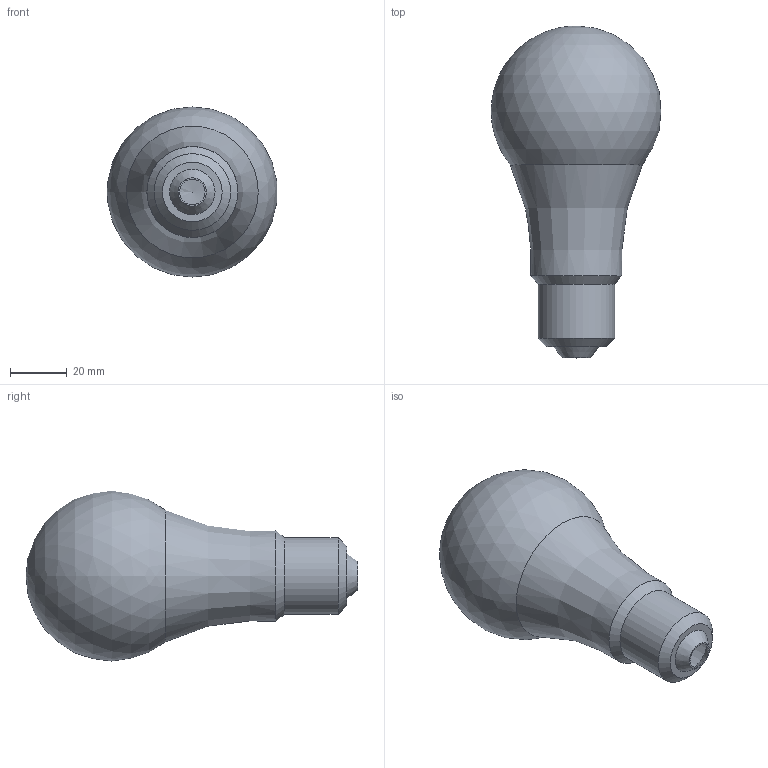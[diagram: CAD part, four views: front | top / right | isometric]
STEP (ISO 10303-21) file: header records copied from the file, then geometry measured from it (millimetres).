
FILE_DESCRIPTION(('STEP AP203'), '1');
FILE_NAME('iTEQ SMART-ëàìïà LED A60 4Âò 230Â W+RGB WIFI-BLE E27 ONI', '', ('UNSPECIFIED'), ('UNSPECIFIED'), 'ASCON STEP Converter 1.6', 'ASCON Math Kernel', '');
FILE_SCHEMA(('CONFIG_CONTROL_DESIGN'));
Length unit declared in the file: millimetre
Bounding box: 59.78 x 117 x 60 mm (x, y, z)
Volume: 157764.8 mm3; surface area: 16443.7 mm2
Topology: 1 solids, 1 shells, 9 faces, 15 edges, 9 vertices
Faces by surface type: cone 3, revolution 2, plane 2, sphere 1, cylinder 1
Full cylindrical faces by diameter (mm): 27 x1
Entity records: 296 total; most frequent: CARTESIAN_POINT 36, DIRECTION 34, AXIS2_PLACEMENT_3D 16, EDGE_LOOP 16, ORIENTED_EDGE 16, FACE_OUTER_BOUND 12, COLOUR_RGB 10, FILL_AREA_STYLE_COLOUR 10
